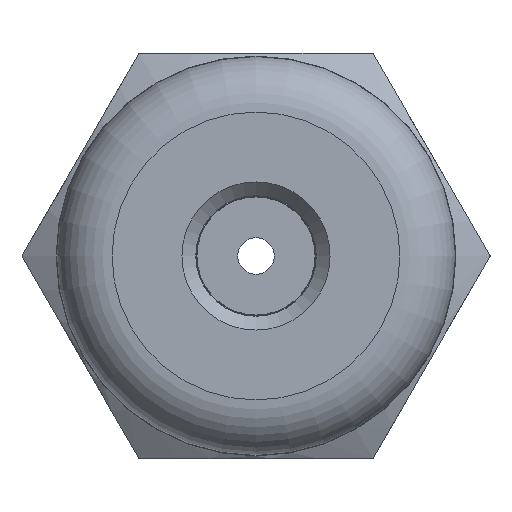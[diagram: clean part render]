
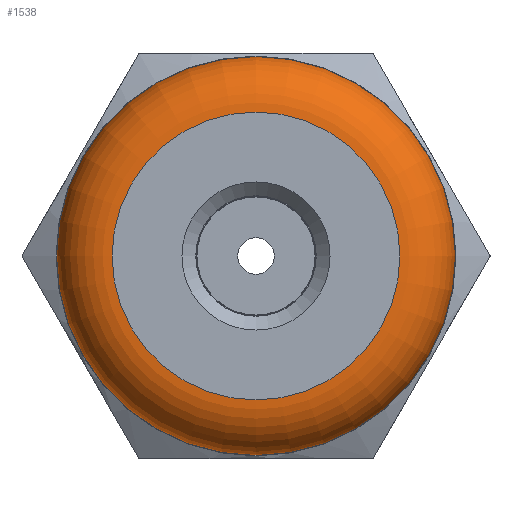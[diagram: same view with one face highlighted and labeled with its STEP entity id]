
A CAD part, left-side view. The second image highlights one B-rep face of the part: STEP entity #1538.
In plain terms, the highlighted toroidal (fillet/blend) face has major radius 3.946 mm and minor radius 1.524 mm.
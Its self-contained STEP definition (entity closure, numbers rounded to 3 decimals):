
#1511=CARTESIAN_POINT('',(-5.523,0.,0.));
#1512=DIRECTION('',(1.0,0.,0.));
#1513=DIRECTION('',(0.,0.866,-0.5));
#1514=AXIS2_PLACEMENT_3D('',#1511,#1512,#1513);
#1515=TOROIDAL_SURFACE('',#1514,3.946,1.524);
#1516=CARTESIAN_POINT('',(-5.523,2.735,4.737));
#1517=VERTEX_POINT('',#1516);
#1518=CARTESIAN_POINT('',(-5.523,0.,0.));
#1519=DIRECTION('',(1.0,0.,0.));
#1520=DIRECTION('',(0.,0.5,0.866));
#1521=AXIS2_PLACEMENT_3D('',#1518,#1519,#1520);
#1522=CIRCLE('',#1521,5.47);
#1523=EDGE_CURVE('',#1517,#1517,#1522,.T.);
#1524=ORIENTED_EDGE('',*,*,#1523,.F.);
#1525=EDGE_LOOP('',(#1524));
#1526=FACE_OUTER_BOUND('',#1525,.T.);
#1527=CARTESIAN_POINT('',(-7.047,1.973,3.417));
#1528=VERTEX_POINT('',#1527);
#1529=CARTESIAN_POINT('',(-7.047,0.,0.));
#1530=DIRECTION('',(1.0,0.,0.));
#1531=DIRECTION('',(0.,-0.5,-0.866));
#1532=AXIS2_PLACEMENT_3D('',#1529,#1530,#1531);
#1533=CIRCLE('',#1532,3.946);
#1534=EDGE_CURVE('',#1528,#1528,#1533,.T.);
#1535=ORIENTED_EDGE('',*,*,#1534,.T.);
#1536=EDGE_LOOP('',(#1535));
#1537=FACE_BOUND('',#1536,.T.);
#1538=ADVANCED_FACE('',(#1526,#1537),#1515,.T.);
